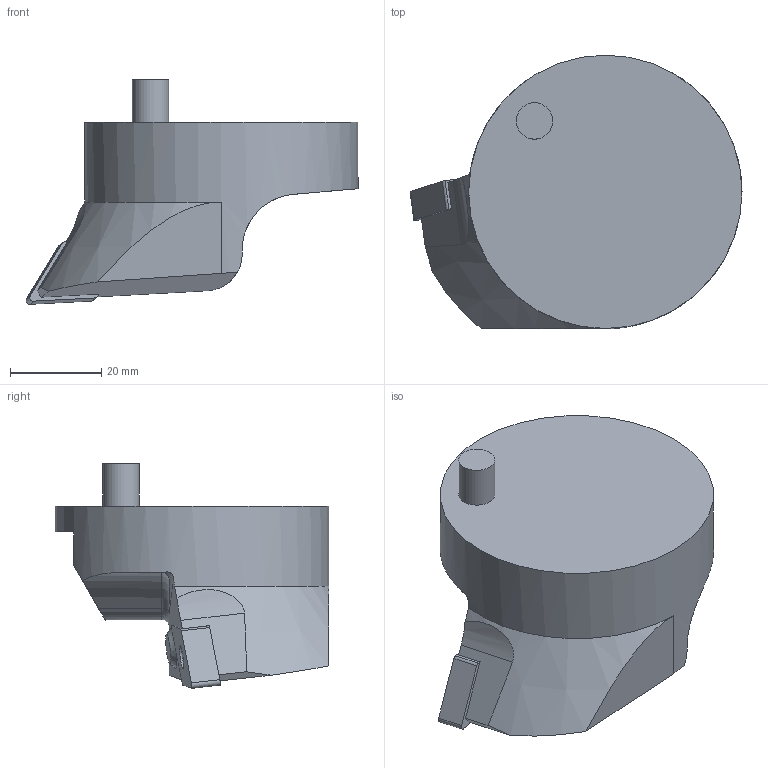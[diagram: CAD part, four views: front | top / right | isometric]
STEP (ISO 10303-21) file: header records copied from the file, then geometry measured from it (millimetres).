
FILE_DESCRIPTION(/* description */ (''),/* implementation_level */ '2;1');
FILE_NAME(/* name */ '1642055761572.stp',/* time_stamp */ '2022-01-13T12:06:30+06:00',/* author */ (''),/* organization */ ('SMS'),/* preprocessor_version */ 'ST-DEVELOPER v16.7',/* originating_system */ 'SIEMENS PLM Software NX 12.0',/* authorisation */ '');
FILE_SCHEMA (('AUTOMOTIVE_DESIGN { 1 0 10303 214 3 1 1 1 }'));
Length unit declared in the file: millimetre
Products named in the file (4): ASSEMBLY_CONSTRUCTION; IsoTurningInsert; 201778071mod000_01; 201778070mod000_01
Assembly tree (3 placements, depth 2):
  201778070mod000_01
    201778071mod000_01
    IsoTurningInsert
    ASSEMBLY_CONSTRUCTION
Bounding box: 72.87 x 60 x 49.32 mm (x, y, z)
Volume: 71476.4 mm3; surface area: 12728.4 mm2
Topology: 2 solids, 2 shells, 52 faces, 134 edges, 96 vertices
Faces by surface type: plane 28, cylinder 19, torus 3, cone 2
Full cylindrical faces by diameter (mm): 5.156 x2, 8 x1, 60 x1
Entity records: 1865 total; most frequent: CARTESIAN_POINT 420, DIRECTION 290, ORIENTED_EDGE 250, EDGE_CURVE 125, AXIS2_PLACEMENT_3D 116, VERTEX_POINT 85, EDGE_LOOP 62, LINE 58
